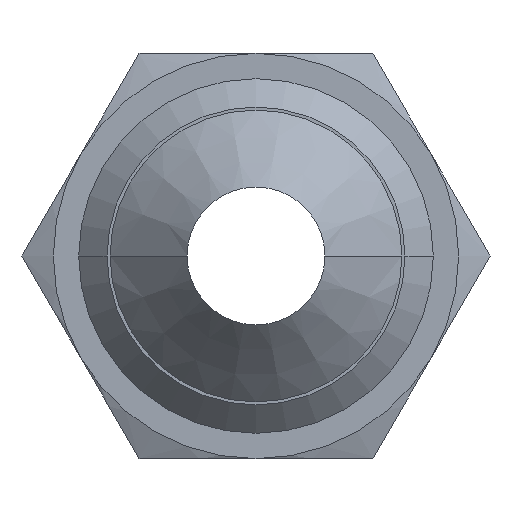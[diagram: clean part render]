
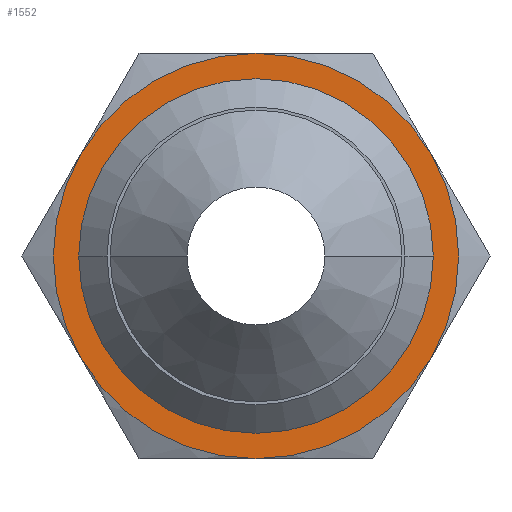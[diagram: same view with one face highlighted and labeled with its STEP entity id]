
A CAD part, front view. The second image highlights one B-rep face of the part: STEP entity #1552.
In plain terms, the highlighted planar face has unit normal (0, -1, 0).
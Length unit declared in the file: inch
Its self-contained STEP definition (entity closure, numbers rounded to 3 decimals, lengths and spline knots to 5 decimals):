
#656=CARTESIAN_POINT('',(0.,0.545,0.));
#657=DIRECTION('',(0.,-1.,0.));
#658=DIRECTION('',(0.866,0.,-0.5));
#659=AXIS2_PLACEMENT_3D('',#656,#657,#658);
#664=CARTESIAN_POINT('',(0.,0.545,0.));
#665=DIRECTION('',(0.,1.,0.));
#666=DIRECTION('',(1.,0.,0.));
#667=AXIS2_PLACEMENT_3D('',#664,#665,#666);
#672=CARTESIAN_POINT('',(0.,0.545,0.));
#673=DIRECTION('',(0.,1.,0.));
#674=DIRECTION('',(-1.,0.,0.));
#675=AXIS2_PLACEMENT_3D('',#672,#673,#674);
#680=CARTESIAN_POINT('',(0.,0.545,0.));
#681=DIRECTION('',(0.,1.,0.));
#682=DIRECTION('',(0.866,0.,-0.5));
#683=AXIS2_PLACEMENT_3D('',#680,#681,#682);
#688=CARTESIAN_POINT('',(0.,0.545,0.));
#689=DIRECTION('',(0.,1.,0.));
#690=DIRECTION('',(0.,0.,-1.));
#691=AXIS2_PLACEMENT_3D('',#688,#689,#690);
#696=CARTESIAN_POINT('',(0.,0.545,0.));
#697=DIRECTION('',(0.,1.,0.));
#698=DIRECTION('',(-0.866,0.,0.5));
#699=AXIS2_PLACEMENT_3D('',#696,#697,#698);
#704=CARTESIAN_POINT('',(0.,0.545,0.));
#705=DIRECTION('',(0.,1.,0.));
#706=DIRECTION('',(0.,0.,1.));
#707=AXIS2_PLACEMENT_3D('',#704,#705,#706);
#991=CARTESIAN_POINT('',(0.,0.545,0.));
#992=DIRECTION('',(0.,-1.,0.));
#993=DIRECTION('',(-0.866,0.,0.5));
#994=AXIS2_PLACEMENT_3D('',#991,#992,#993);
#1007=CARTESIAN_POINT('',(0.18,0.545,0.));
#1008=CARTESIAN_POINT('',(-0.18,0.545,0.));
#1009=VERTEX_POINT('',#1007);
#1010=VERTEX_POINT('',#1008);
#1071=CARTESIAN_POINT('',(0.21651,0.545,-0.125));
#1072=CARTESIAN_POINT('',(0.,0.545,-0.25));
#1073=VERTEX_POINT('',#1071);
#1074=VERTEX_POINT('',#1072);
#1075=CARTESIAN_POINT('',(-0.21651,0.545,-0.125));
#1076=VERTEX_POINT('',#1075);
#1077=CARTESIAN_POINT('',(-0.21651,0.545,0.125));
#1078=CARTESIAN_POINT('',(0.,0.545,0.25));
#1079=VERTEX_POINT('',#1077);
#1080=VERTEX_POINT('',#1078);
#1081=CARTESIAN_POINT('',(0.21651,0.545,0.125));
#1082=VERTEX_POINT('',#1081);
#1532=CARTESIAN_POINT('',(0.,0.545,0.));
#1533=DIRECTION('',(0.,1.,0.));
#1534=DIRECTION('',(1.,0.,0.));
#1535=AXIS2_PLACEMENT_3D('',#1532,#1533,#1534);
#1536=PLANE('',#1535);
#1537=ORIENTED_EDGE('',*,*,#1527,.F.);
#1538=ORIENTED_EDGE('',*,*,#1489,.T.);
#1539=ORIENTED_EDGE('',*,*,#1477,.T.);
#1541=ORIENTED_EDGE('',*,*,#1540,.F.);
#1542=ORIENTED_EDGE('',*,*,#1501,.T.);
#1543=ORIENTED_EDGE('',*,*,#1513,.T.);
#1544=EDGE_LOOP('',(#1537,#1538,#1539,#1541,#1542,#1543));
#1545=FACE_OUTER_BOUND('',#1544,.F.);
#1547=ORIENTED_EDGE('',*,*,#1546,.F.);
#1549=ORIENTED_EDGE('',*,*,#1548,.F.);
#1550=EDGE_LOOP('',(#1547,#1549));
#1551=FACE_BOUND('',#1550,.F.);
#1552=ADVANCED_FACE('',(#1545,#1551),#1536,.F.);
#660=CIRCLE('',#659,0.25);
#668=CIRCLE('',#667,0.18);
#676=CIRCLE('',#675,0.18);
#684=CIRCLE('',#683,0.25);
#692=CIRCLE('',#691,0.25);
#700=CIRCLE('',#699,0.25);
#708=CIRCLE('',#707,0.25);
#995=CIRCLE('',#994,0.25);
#1477=EDGE_CURVE('',#1074,#1076,#692,.T.);
#1489=EDGE_CURVE('',#1073,#1074,#684,.T.);
#1501=EDGE_CURVE('',#1079,#1080,#700,.T.);
#1513=EDGE_CURVE('',#1080,#1082,#708,.T.);
#1527=EDGE_CURVE('',#1073,#1082,#660,.T.);
#1540=EDGE_CURVE('',#1079,#1076,#995,.T.);
#1546=EDGE_CURVE('',#1009,#1010,#668,.T.);
#1548=EDGE_CURVE('',#1010,#1009,#676,.T.);
